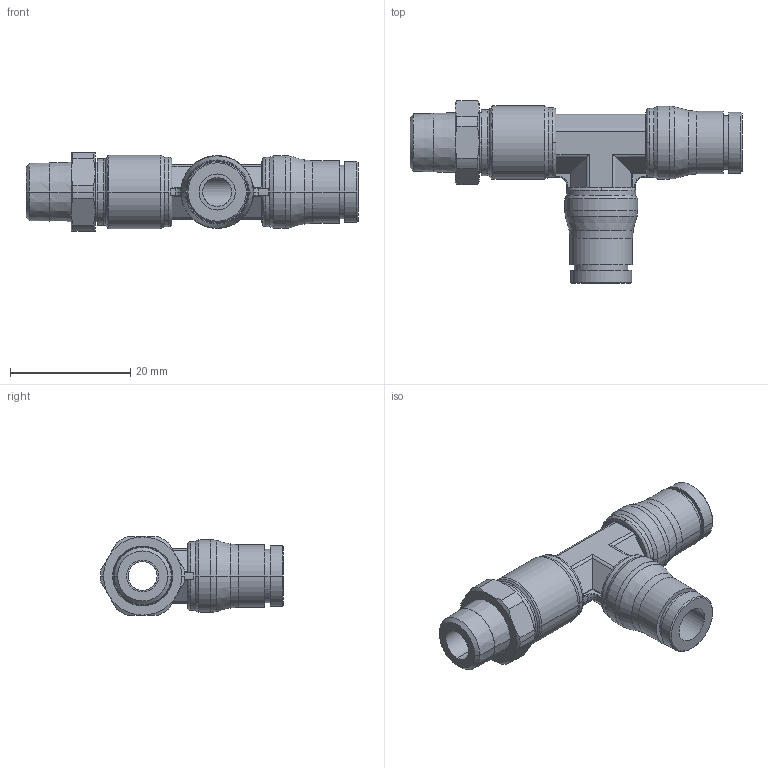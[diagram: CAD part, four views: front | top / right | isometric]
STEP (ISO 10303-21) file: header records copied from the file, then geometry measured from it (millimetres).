
FILE_DESCRIPTION(('STEP AP214'),'1');
FILE_NAME('3803_06_10.stp','2016-07-07T14:26:43',('TraceParts'),('TraceParts S.A.'),'Spatial InterOp 3D',' ',' ');
FILE_SCHEMA(('automotive_design'));
Length unit declared in the file: millimetre
Products named in the file (1): 1
Bounding box: 55.17 x 30.4 x 13 mm (x, y, z)
Volume: 4956.7 mm3; surface area: 4270.2 mm2
Topology: 1 solids, 1 shells, 190 faces, 466 edges, 289 vertices
Faces by surface type: cylinder 76, cone 50, plane 41, torus 23
Entity records: 5920 total; most frequent: CARTESIAN_POINT 1416, DIRECTION 995, ORIENTED_EDGE 932, EDGE_CURVE 466, AXIS2_PLACEMENT_3D 412, VERTEX_POINT 289, CIRCLE 209, EDGE_LOOP 205
